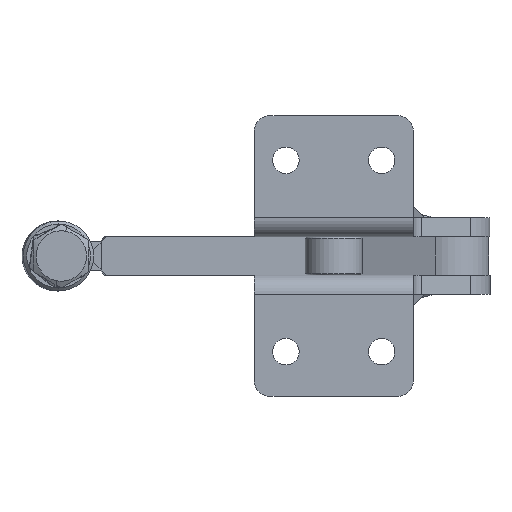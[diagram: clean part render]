
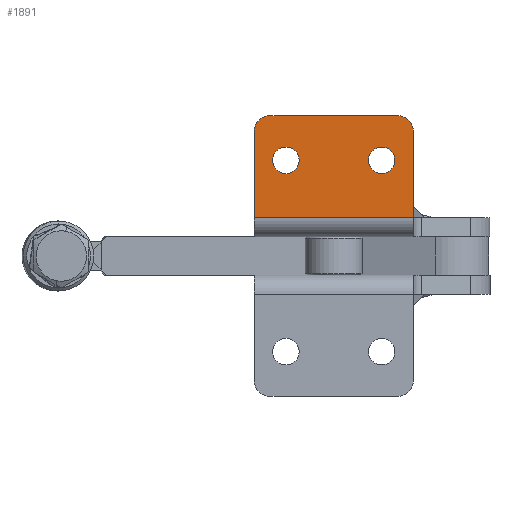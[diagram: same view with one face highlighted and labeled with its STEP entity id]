
A CAD part, front view. The second image highlights one B-rep face of the part: STEP entity #1891.
In plain terms, the highlighted planar face has unit normal (0, -1, 0).
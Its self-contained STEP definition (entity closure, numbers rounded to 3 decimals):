
#1396 = DIRECTION ( 'NONE',  ( 0., -1., 0. ) ) ;
#1891 = ADVANCED_FACE ( 'NONE', ( #90271, #69783, #8185 ), #99023, .T. ) ;
#2732 = CARTESIAN_POINT ( 'NONE',  ( 25.155, -37.845, 6. ) ) ;
#3109 = VERTEX_POINT ( 'NONE', #73545 ) ;
#3523 = DIRECTION ( 'NONE',  ( 0., 1., 0. ) ) ;
#4818 = VERTEX_POINT ( 'NONE', #35889 ) ;
#5473 = DIRECTION ( 'NONE',  ( 0., 1., 0. ) ) ;
#7680 = LINE ( 'NONE', #2732, #46303 ) ;
#8185 = FACE_BOUND ( 'NONE', #92864, .T. ) ;
#9779 = ORIENTED_EDGE ( 'NONE', *, *, #97388, .T. ) ;
#11838 = AXIS2_PLACEMENT_3D ( 'NONE', #28849, #82865, #36581 ) ;
#12188 = CIRCLE ( 'NONE', #47356, 4.15 ) ;
#13755 = DIRECTION ( 'NONE',  ( 0., 0., -1. ) ) ;
#14674 = LINE ( 'NONE', #97716, #32733 ) ;
#16918 = ORIENTED_EDGE ( 'NONE', *, *, #23377, .T. ) ;
#21288 = CARTESIAN_POINT ( 'NONE',  ( 15.155, -37.845, 19.85 ) ) ;
#21787 = AXIS2_PLACEMENT_3D ( 'NONE', #43417, #97403, #51154 ) ;
#21965 = CIRCLE ( 'NONE', #39821, 5. ) ;
#22351 = ORIENTED_EDGE ( 'NONE', *, *, #70372, .T. ) ;
#23377 = EDGE_CURVE ( 'NONE', #4818, #55021, #92581, .T. ) ;
#23958 = VECTOR ( 'NONE', #87776, 1000. ) ;
#26328 = LINE ( 'NONE', #33773, #23958 ) ;
#26332 = ORIENTED_EDGE ( 'NONE', *, *, #71263, .T. ) ;
#28849 = CARTESIAN_POINT ( 'NONE',  ( 20.155, -37.845, 33. ) ) ;
#30088 = VERTEX_POINT ( 'NONE', #21288 ) ;
#30323 = EDGE_CURVE ( 'NONE', #96276, #79559, #69710, .T. ) ;
#31014 = EDGE_CURVE ( 'NONE', #79559, #96276, #62354, .T. ) ;
#32733 = VECTOR ( 'NONE', #90299, 1000. ) ;
#33401 = AXIS2_PLACEMENT_3D ( 'NONE', #51686, #5473, #59444 ) ;
#33547 = CIRCLE ( 'NONE', #41322, 4.15 ) ;
#33773 = CARTESIAN_POINT ( 'NONE',  ( 20.155, -37.845, 6. ) ) ;
#35349 = VERTEX_POINT ( 'NONE', #38834 ) ;
#35889 = CARTESIAN_POINT ( 'NONE',  ( -24.845, -37.845, 33. ) ) ;
#36581 = DIRECTION ( 'NONE',  ( 0., 0., 1. ) ) ;
#38834 = CARTESIAN_POINT ( 'NONE',  ( 25.155, -37.845, 33. ) ) ;
#39470 = DIRECTION ( 'NONE',  ( 0., 1., 0. ) ) ;
#39821 = AXIS2_PLACEMENT_3D ( 'NONE', #47601, #1396, #55343 ) ;
#41322 = AXIS2_PLACEMENT_3D ( 'NONE', #85669, #39470, #93411 ) ;
#43156 = AXIS2_PLACEMENT_3D ( 'NONE', #98574, #98358, #98232 ) ;
#43417 = CARTESIAN_POINT ( 'NONE',  ( -14.845, -37.845, 24. ) ) ;
#46303 = VECTOR ( 'NONE', #64541, 1000. ) ;
#47356 = AXIS2_PLACEMENT_3D ( 'NONE', #49738, #3523, #57515 ) ;
#47601 = CARTESIAN_POINT ( 'NONE',  ( -19.845, -37.845, 33. ) ) ;
#49231 = ORIENTED_EDGE ( 'NONE', *, *, #61761, .T. ) ;
#49738 = CARTESIAN_POINT ( 'NONE',  ( 15.155, -37.845, 24. ) ) ;
#49810 = CARTESIAN_POINT ( 'NONE',  ( 25.155, -37.845, 6. ) ) ;
#51154 = DIRECTION ( 'NONE',  ( 0., 0., 1. ) ) ;
#51686 = CARTESIAN_POINT ( 'NONE',  ( -14.845, -37.845, 24. ) ) ;
#52195 = CARTESIAN_POINT ( 'NONE',  ( -14.845, -37.845, 28.15 ) ) ;
#53736 = CARTESIAN_POINT ( 'NONE',  ( -24.845, -37.845, 6. ) ) ;
#55021 = VERTEX_POINT ( 'NONE', #53736 ) ;
#55252 = CARTESIAN_POINT ( 'NONE',  ( -14.845, -37.845, 19.85 ) ) ;
#55343 = DIRECTION ( 'NONE',  ( 0., 0., 1. ) ) ;
#57515 = DIRECTION ( 'NONE',  ( 0., 0., 1. ) ) ;
#59385 = VERTEX_POINT ( 'NONE', #77196 ) ;
#59444 = DIRECTION ( 'NONE',  ( 0., 0., 1. ) ) ;
#60193 = ORIENTED_EDGE ( 'NONE', *, *, #86881, .T. ) ;
#60818 = VERTEX_POINT ( 'NONE', #49810 ) ;
#61761 = EDGE_CURVE ( 'NONE', #3109, #4818, #21965, .T. ) ;
#62354 = CIRCLE ( 'NONE', #33401, 4.15 ) ;
#64541 = DIRECTION ( 'NONE',  ( 0., 0., 1. ) ) ;
#69710 = CIRCLE ( 'NONE', #21787, 4.15 ) ;
#69783 = FACE_OUTER_BOUND ( 'NONE', #92359, .T. ) ;
#70372 = EDGE_CURVE ( 'NONE', #35349, #76020, #71343, .T. ) ;
#71263 = EDGE_CURVE ( 'NONE', #76020, #3109, #14674, .T. ) ;
#71343 = CIRCLE ( 'NONE', #11838, 5. ) ;
#72036 = VECTOR ( 'NONE', #13755, 1000. ) ;
#73545 = CARTESIAN_POINT ( 'NONE',  ( -19.845, -37.845, 38. ) ) ;
#73996 = CARTESIAN_POINT ( 'NONE',  ( 20.155, -37.845, 38. ) ) ;
#74722 = EDGE_CURVE ( 'NONE', #60818, #55021, #26328, .T. ) ;
#75452 = CARTESIAN_POINT ( 'NONE',  ( -24.845, -37.845, 6. ) ) ;
#76020 = VERTEX_POINT ( 'NONE', #73996 ) ;
#77196 = CARTESIAN_POINT ( 'NONE',  ( 15.155, -37.845, 28.15 ) ) ;
#79559 = VERTEX_POINT ( 'NONE', #55252 ) ;
#82865 = DIRECTION ( 'NONE',  ( 0., -1., 0. ) ) ;
#83043 = ORIENTED_EDGE ( 'NONE', *, *, #90929, .T. ) ;
#85669 = CARTESIAN_POINT ( 'NONE',  ( 15.155, -37.845, 24. ) ) ;
#86444 = EDGE_LOOP ( 'NONE', ( #60193, #83043 ) ) ;
#86881 = EDGE_CURVE ( 'NONE', #59385, #30088, #33547, .T. ) ;
#87776 = DIRECTION ( 'NONE',  ( -1., 0., 0. ) ) ;
#88945 = ORIENTED_EDGE ( 'NONE', *, *, #30323, .T. ) ;
#90271 = FACE_BOUND ( 'NONE', #86444, .T. ) ;
#90299 = DIRECTION ( 'NONE',  ( -1., 0., 0. ) ) ;
#90929 = EDGE_CURVE ( 'NONE', #30088, #59385, #12188, .T. ) ;
#92359 = EDGE_LOOP ( 'NONE', ( #26332, #49231, #16918, #99759, #9779, #22351 ) ) ;
#92581 = LINE ( 'NONE', #75452, #72036 ) ;
#92864 = EDGE_LOOP ( 'NONE', ( #88945, #98787 ) ) ;
#93411 = DIRECTION ( 'NONE',  ( 0., 0., 1. ) ) ;
#96276 = VERTEX_POINT ( 'NONE', #52195 ) ;
#97388 = EDGE_CURVE ( 'NONE', #60818, #35349, #7680, .T. ) ;
#97403 = DIRECTION ( 'NONE',  ( 0., 1., 0. ) ) ;
#97716 = CARTESIAN_POINT ( 'NONE',  ( 20.155, -37.845, 38. ) ) ;
#98232 = DIRECTION ( 'NONE',  ( 0., 0., -1. ) ) ;
#98358 = DIRECTION ( 'NONE',  ( 0., -1., 0. ) ) ;
#98574 = CARTESIAN_POINT ( 'NONE',  ( 20.155, -37.845, 33. ) ) ;
#98787 = ORIENTED_EDGE ( 'NONE', *, *, #31014, .T. ) ;
#99023 = PLANE ( 'NONE',  #43156 ) ;
#99759 = ORIENTED_EDGE ( 'NONE', *, *, #74722, .F. ) ;
